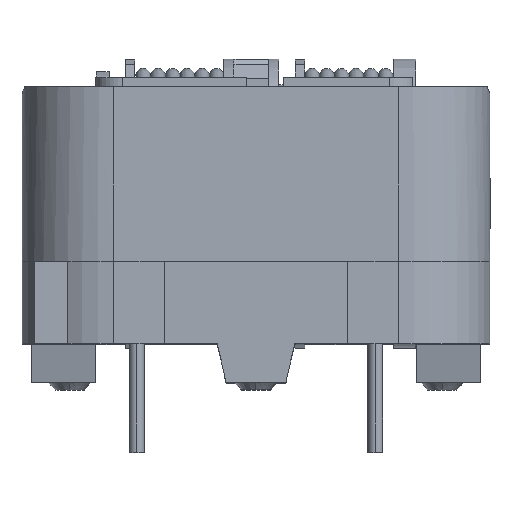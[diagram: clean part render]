
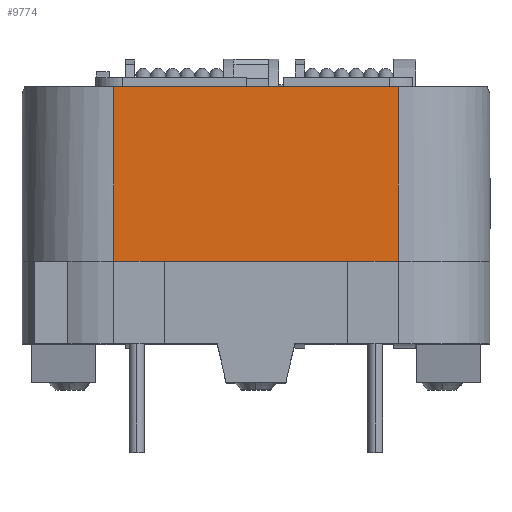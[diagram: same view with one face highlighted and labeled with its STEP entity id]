
A CAD part, top view. The second image highlights one B-rep face of the part: STEP entity #9774.
In plain terms, the highlighted planar face has unit normal (0, 0, 1).
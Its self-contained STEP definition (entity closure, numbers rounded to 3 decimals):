
#112 = VERTEX_POINT ( 'NONE', #6309 ) ;
#274 = LINE ( 'NONE', #17143, #5974 ) ;
#557 = ORIENTED_EDGE ( 'NONE', *, *, #9692, .T. ) ;
#1456 = DIRECTION ( 'NONE',  ( 0., -1., 0. ) ) ;
#1797 = ORIENTED_EDGE ( 'NONE', *, *, #11224, .T. ) ;
#2369 = ORIENTED_EDGE ( 'NONE', *, *, #13380, .F. ) ;
#2711 = LINE ( 'NONE', #6087, #17428 ) ;
#2764 = FACE_OUTER_BOUND ( 'NONE', #13671, .T. ) ;
#3268 = CARTESIAN_POINT ( 'NONE',  ( -7.75, -3.15, 12.75 ) ) ;
#3521 = LINE ( 'NONE', #13629, #4163 ) ;
#4081 = VERTEX_POINT ( 'NONE', #16081 ) ;
#4112 = VERTEX_POINT ( 'NONE', #3268 ) ;
#4163 = VECTOR ( 'NONE', #10834, 1000. ) ;
#5363 = DIRECTION ( 'NONE',  ( 0., 0., -1. ) ) ;
#5364 = ORIENTED_EDGE ( 'NONE', *, *, #7404, .T. ) ;
#5678 = VERTEX_POINT ( 'NONE', #17783 ) ;
#5974 = VECTOR ( 'NONE', #12752, 1000. ) ;
#6087 = CARTESIAN_POINT ( 'NONE',  ( -12., -3.15, 12.75 ) ) ;
#6309 = CARTESIAN_POINT ( 'NONE',  ( 5., -3.15, 12.75 ) ) ;
#7158 = VECTOR ( 'NONE', #7444, 1000. ) ;
#7404 = EDGE_CURVE ( 'NONE', #112, #4081, #274, .T. ) ;
#7444 = DIRECTION ( 'NONE',  ( 1., 0., 0. ) ) ;
#8536 = VERTEX_POINT ( 'NONE', #11570 ) ;
#8673 = LINE ( 'NONE', #15613, #11788 ) ;
#8920 = LINE ( 'NONE', #17303, #7158 ) ;
#8961 = LINE ( 'NONE', #17966, #15573 ) ;
#9656 = ORIENTED_EDGE ( 'NONE', *, *, #11580, .T. ) ;
#9692 = EDGE_CURVE ( 'NONE', #4112, #8536, #2711, .T. ) ;
#9774 = ADVANCED_FACE ( 'NONE', ( #2764 ), #13857, .F. ) ;
#10081 = VERTEX_POINT ( 'NONE', #15836 ) ;
#10834 = DIRECTION ( 'NONE',  ( 0., 1., 0. ) ) ;
#11069 = DIRECTION ( 'NONE',  ( -1., 0., 0. ) ) ;
#11224 = EDGE_CURVE ( 'NONE', #4081, #5678, #3521, .T. ) ;
#11570 = CARTESIAN_POINT ( 'NONE',  ( -5., -3.15, 12.75 ) ) ;
#11580 = EDGE_CURVE ( 'NONE', #8536, #112, #8920, .T. ) ;
#11788 = VECTOR ( 'NONE', #14233, 1000. ) ;
#12410 = AXIS2_PLACEMENT_3D ( 'NONE', #15243, #5363, #11069 ) ;
#12752 = DIRECTION ( 'NONE',  ( 1., 0., 0. ) ) ;
#13178 = DIRECTION ( 'NONE',  ( 1., 0., 0. ) ) ;
#13380 = EDGE_CURVE ( 'NONE', #10081, #5678, #8673, .T. ) ;
#13629 = CARTESIAN_POINT ( 'NONE',  ( 7.75, 6.35, 12.75 ) ) ;
#13671 = EDGE_LOOP ( 'NONE', ( #17574, #557, #9656, #5364, #1797, #2369 ) ) ;
#13857 = PLANE ( 'NONE',  #12410 ) ;
#14233 = DIRECTION ( 'NONE',  ( 1., 0., 0. ) ) ;
#15243 = CARTESIAN_POINT ( 'NONE',  ( -12., 6.35, 12.75 ) ) ;
#15573 = VECTOR ( 'NONE', #1456, 1000. ) ;
#15613 = CARTESIAN_POINT ( 'NONE',  ( -12., 6.35, 12.75 ) ) ;
#15836 = CARTESIAN_POINT ( 'NONE',  ( -7.75, 6.35, 12.75 ) ) ;
#16081 = CARTESIAN_POINT ( 'NONE',  ( 7.75, -3.15, 12.75 ) ) ;
#17143 = CARTESIAN_POINT ( 'NONE',  ( -12., -3.15, 12.75 ) ) ;
#17303 = CARTESIAN_POINT ( 'NONE',  ( -12., -3.15, 12.75 ) ) ;
#17383 = EDGE_CURVE ( 'NONE', #10081, #4112, #8961, .T. ) ;
#17428 = VECTOR ( 'NONE', #13178, 1000. ) ;
#17574 = ORIENTED_EDGE ( 'NONE', *, *, #17383, .T. ) ;
#17783 = CARTESIAN_POINT ( 'NONE',  ( 7.75, 6.35, 12.75 ) ) ;
#17966 = CARTESIAN_POINT ( 'NONE',  ( -7.75, 6.35, 12.75 ) ) ;
